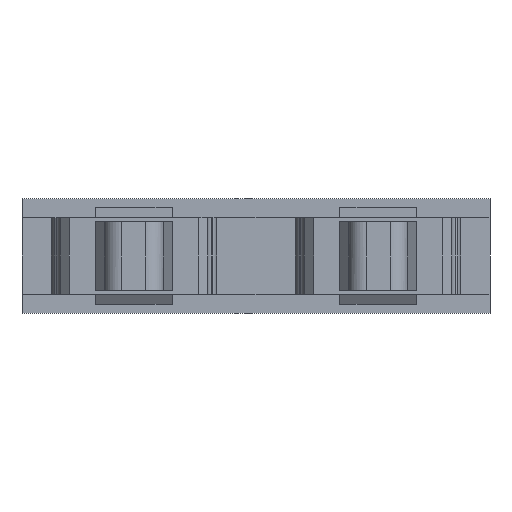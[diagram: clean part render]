
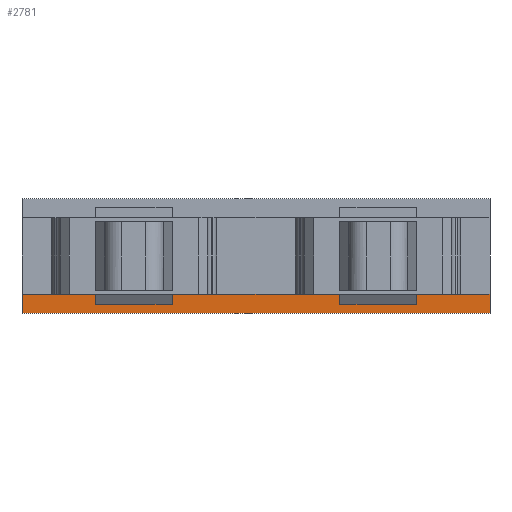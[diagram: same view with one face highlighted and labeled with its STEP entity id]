
A CAD part, front view. The second image highlights one B-rep face of the part: STEP entity #2781.
In plain terms, the highlighted planar face has unit normal (0, -1, 0).
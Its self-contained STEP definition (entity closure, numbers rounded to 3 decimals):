
#3 = VECTOR ( 'NONE', #1108, 1000. ) ;
#66 = VECTOR ( 'NONE', #1110, 1000. ) ;
#78 = VECTOR ( 'NONE', #1228, 1000. ) ;
#234 = AXIS2_PLACEMENT_3D ( 'NONE', #828, #794, #809 ) ;
#329 = VECTOR ( 'NONE', #949, 1000. ) ;
#793 = FACE_OUTER_BOUND ( 'NONE', #2486, .T. ) ;
#794 = DIRECTION ( 'NONE',  ( 0., -1., 0. ) ) ;
#809 = DIRECTION ( 'NONE',  ( 0., 0., -1. ) ) ;
#828 = CARTESIAN_POINT ( 'NONE',  ( 1139.194, 673.088, -0.75 ) ) ;
#835 = PLANE ( 'NONE',  #234 ) ;
#949 = DIRECTION ( 'NONE',  ( 0., 0., -1. ) ) ;
#964 = CARTESIAN_POINT ( 'NONE',  ( 1139.194, 673.088, -0.75 ) ) ;
#989 = LINE ( 'NONE', #964, #329 ) ;
#1091 = CARTESIAN_POINT ( 'NONE',  ( 1157.594, 673.088, -0.75 ) ) ;
#1100 = CARTESIAN_POINT ( 'NONE',  ( 1146.994, 673.088, 0. ) ) ;
#1108 = DIRECTION ( 'NONE',  ( 1., 0., 0. ) ) ;
#1110 = DIRECTION ( 'NONE',  ( 0., 0., 1. ) ) ;
#1119 = LINE ( 'NONE', #1100, #3 ) ;
#1133 = LINE ( 'NONE', #1091, #66 ) ;
#1201 = CARTESIAN_POINT ( 'NONE',  ( 1139.194, 673.088, -0.75 ) ) ;
#1227 = LINE ( 'NONE', #1201, #78 ) ;
#1228 = DIRECTION ( 'NONE',  ( 1., 0., 0. ) ) ;
#1700 = VERTEX_POINT ( 'NONE', #2363 ) ;
#1704 = VERTEX_POINT ( 'NONE', #2491 ) ;
#1715 = VERTEX_POINT ( 'NONE', #2380 ) ;
#1727 = VERTEX_POINT ( 'NONE', #2403 ) ;
#1938 = ORIENTED_EDGE ( 'NONE', *, *, #2567, .F. ) ;
#1955 = ORIENTED_EDGE ( 'NONE', *, *, #2820, .T. ) ;
#1970 = ORIENTED_EDGE ( 'NONE', *, *, #2569, .T. ) ;
#1987 = ORIENTED_EDGE ( 'NONE', *, *, #2593, .T. ) ;
#2363 = CARTESIAN_POINT ( 'NONE',  ( 1157.594, 673.088, 0. ) ) ;
#2380 = CARTESIAN_POINT ( 'NONE',  ( 1139.194, 673.088, -0.75 ) ) ;
#2403 = CARTESIAN_POINT ( 'NONE',  ( 1139.194, 673.088, 0. ) ) ;
#2486 = EDGE_LOOP ( 'NONE', ( #1955, #1987, #1970, #1938 ) ) ;
#2491 = CARTESIAN_POINT ( 'NONE',  ( 1157.594, 673.088, -0.75 ) ) ;
#2567 = EDGE_CURVE ( 'NONE', #1727, #1700, #1119, .T. ) ;
#2569 = EDGE_CURVE ( 'NONE', #1704, #1700, #1133, .T. ) ;
#2593 = EDGE_CURVE ( 'NONE', #1715, #1704, #1227, .T. ) ;
#2781 = ADVANCED_FACE ( 'NONE', ( #793 ), #835, .T. ) ;
#2820 = EDGE_CURVE ( 'NONE', #1727, #1715, #989, .T. ) ;
